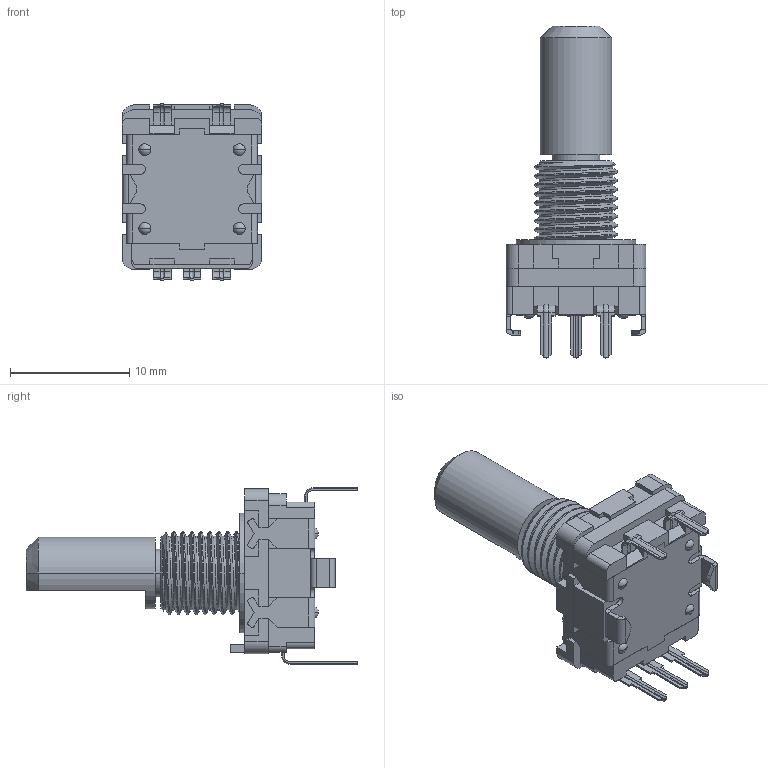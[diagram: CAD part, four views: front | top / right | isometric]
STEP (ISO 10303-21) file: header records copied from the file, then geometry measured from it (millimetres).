
FILE_DESCRIPTION (( 'STEP AP214' ), '1' );
FILE_NAME ('EC11E.STEP', '2022-08-14T17:54:07', ( '' ), ( '' ), 'SwSTEP 2.0', 'SolidWorks 2022', '' );
FILE_SCHEMA (( 'AUTOMOTIVE_DESIGN' ));
Length unit declared in the file: millimetre
Products named in the file (1): EC11E
Bounding box: 11.7 x 27.8 x 14.81 mm (x, y, z)
Volume: 1232.5 mm3; surface area: 1954.2 mm2
Topology: 9 solids, 9 shells, 495 faces, 1264 edges, 795 vertices
Faces by surface type: plane 337, cylinder 131, torus 10, sphere 8, cone 6, bspline 3
Entity records: 17528 total; most frequent: CARTESIAN_POINT 4361, ORIENTED_EDGE 2528, DIRECTION 2412, EDGE_CURVE 1264, VECTOR 954, LINE 954, VERTEX_POINT 795, AXIS2_PLACEMENT_3D 729
